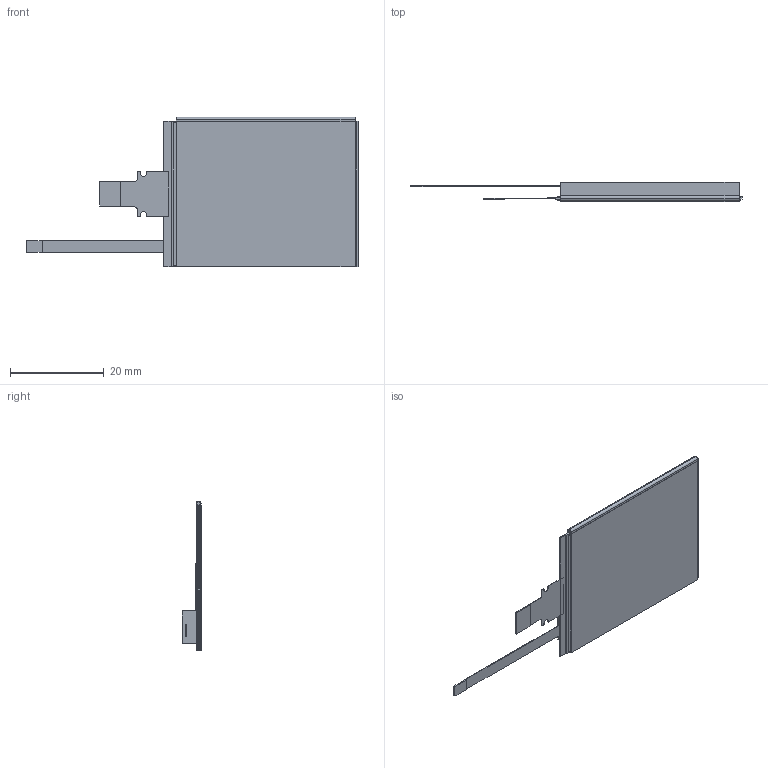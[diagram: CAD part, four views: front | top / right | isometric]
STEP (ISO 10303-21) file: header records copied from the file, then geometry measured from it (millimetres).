
FILE_DESCRIPTION (( 'STEP AP203' ), '1' );
FILE_NAME ('12616-06_T3_prelim_02-04-2021.STEP', '2021-02-04T15:45:49', ( '' ), ( '' ), 'SwSTEP 2.0', 'SolidWorks 2019', '' );
FILE_SCHEMA (( 'CONFIG_CONTROL_DESIGN' ));
Length unit declared in the file: millimetre
Products named in the file (5): 12637-01_T1; 12348-02_T1; 12347-07_T1; 12616-06_T3_prelim_02-04-2021; 12638-06_T3
Assembly tree (4 placements, depth 2):
  12616-06_T3_prelim_02-04-2021
    12637-01_T1
    12638-06_T3
    12347-07_T1
    12348-02_T1
Bounding box: 70.83 x 4.12 x 31.89 mm (x, y, z)
Volume: 2270.5 mm3; surface area: 9712.2 mm2
Topology: 6 solids, 6 shells, 121 faces, 316 edges, 210 vertices
Faces by surface type: plane 91, cylinder 30
Entity records: 4213 total; most frequent: CARTESIAN_POINT 654, DIRECTION 632, ORIENTED_EDGE 632, EDGE_CURVE 316, LINE 256, VECTOR 256, VERTEX_POINT 210, AXIS2_PLACEMENT_3D 188
